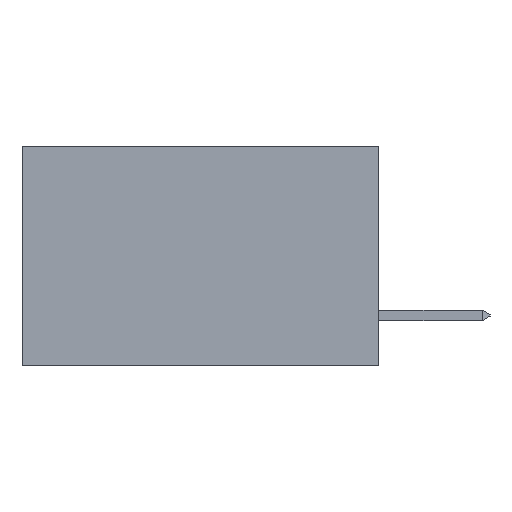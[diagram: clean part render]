
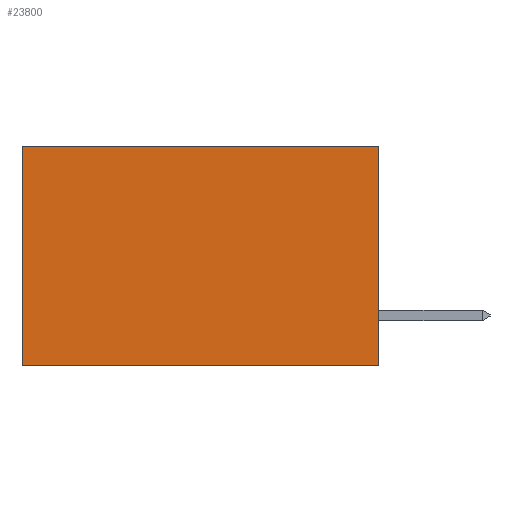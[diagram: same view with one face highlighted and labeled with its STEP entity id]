
A CAD part, left-side view. The second image highlights one B-rep face of the part: STEP entity #23800.
In plain terms, the highlighted planar face has unit normal (-1, 0, 0).
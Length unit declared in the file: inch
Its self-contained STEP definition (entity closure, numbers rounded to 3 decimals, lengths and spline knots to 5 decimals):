
#494 = ORIENTED_EDGE ( 'NONE', *, *, #6768, .F. ) ;
#658 = VERTEX_POINT ( 'NONE', #19457 ) ;
#1399 = EDGE_LOOP ( 'NONE', ( #12742, #494, #4182, #12170 ) ) ;
#2144 = VECTOR ( 'NONE', #28342, 39.37008 ) ;
#2236 = CARTESIAN_POINT ( 'NONE',  ( 0.298, 0., -0.37 ) ) ;
#4182 = ORIENTED_EDGE ( 'NONE', *, *, #20737, .F. ) ;
#4436 = LINE ( 'NONE', #2236, #15045 ) ;
#6088 = EDGE_CURVE ( 'NONE', #8563, #27765, #11622, .T. ) ;
#6537 = CARTESIAN_POINT ( 'NONE',  ( 0.298, 0., 0. ) ) ;
#6768 = EDGE_CURVE ( 'NONE', #658, #27765, #4436, .T. ) ;
#8312 = PLANE ( 'NONE',  #25350 ) ;
#8563 = VERTEX_POINT ( 'NONE', #21885 ) ;
#10597 = DIRECTION ( 'NONE',  ( 1., 0., 0. ) ) ;
#11622 = LINE ( 'NONE', #24417, #26842 ) ;
#12170 = ORIENTED_EDGE ( 'NONE', *, *, #26279, .T. ) ;
#12742 = ORIENTED_EDGE ( 'NONE', *, *, #6088, .T. ) ;
#13547 = LINE ( 'NONE', #15506, #2144 ) ;
#15045 = VECTOR ( 'NONE', #17946, 39.37008 ) ;
#15506 = CARTESIAN_POINT ( 'NONE',  ( 0.298, 0., 0. ) ) ;
#16332 = DIRECTION ( 'NONE',  ( 0., 0., -1. ) ) ;
#17946 = DIRECTION ( 'NONE',  ( 0., 1., 0. ) ) ;
#18973 = CARTESIAN_POINT ( 'NONE',  ( 0.298, 0., 0. ) ) ;
#19457 = CARTESIAN_POINT ( 'NONE',  ( 0.298, 0., -0.37 ) ) ;
#20338 = VERTEX_POINT ( 'NONE', #6537 ) ;
#20620 = FACE_OUTER_BOUND ( 'NONE', #1399, .T. ) ;
#20737 = EDGE_CURVE ( 'NONE', #20338, #658, #24778, .T. ) ;
#21885 = CARTESIAN_POINT ( 'NONE',  ( 0.298, 0.6, 0. ) ) ;
#23350 = DIRECTION ( 'NONE',  ( 0., 0., -1. ) ) ;
#23746 = CARTESIAN_POINT ( 'NONE',  ( 0.298, 0., 0. ) ) ;
#23800 = ADVANCED_FACE ( 'NONE', ( #20620 ), #8312, .F. ) ;
#24143 = VECTOR ( 'NONE', #23350, 39.37008 ) ;
#24417 = CARTESIAN_POINT ( 'NONE',  ( 0.298, 0.6, 0. ) ) ;
#24778 = LINE ( 'NONE', #18973, #24143 ) ;
#25350 = AXIS2_PLACEMENT_3D ( 'NONE', #23746, #10597, #25806 ) ;
#25806 = DIRECTION ( 'NONE',  ( 0., 0., -1. ) ) ;
#26279 = EDGE_CURVE ( 'NONE', #20338, #8563, #13547, .T. ) ;
#26842 = VECTOR ( 'NONE', #16332, 39.37008 ) ;
#27765 = VERTEX_POINT ( 'NONE', #28365 ) ;
#28342 = DIRECTION ( 'NONE',  ( 0., 1., 0. ) ) ;
#28365 = CARTESIAN_POINT ( 'NONE',  ( 0.298, 0.6, -0.37 ) ) ;
